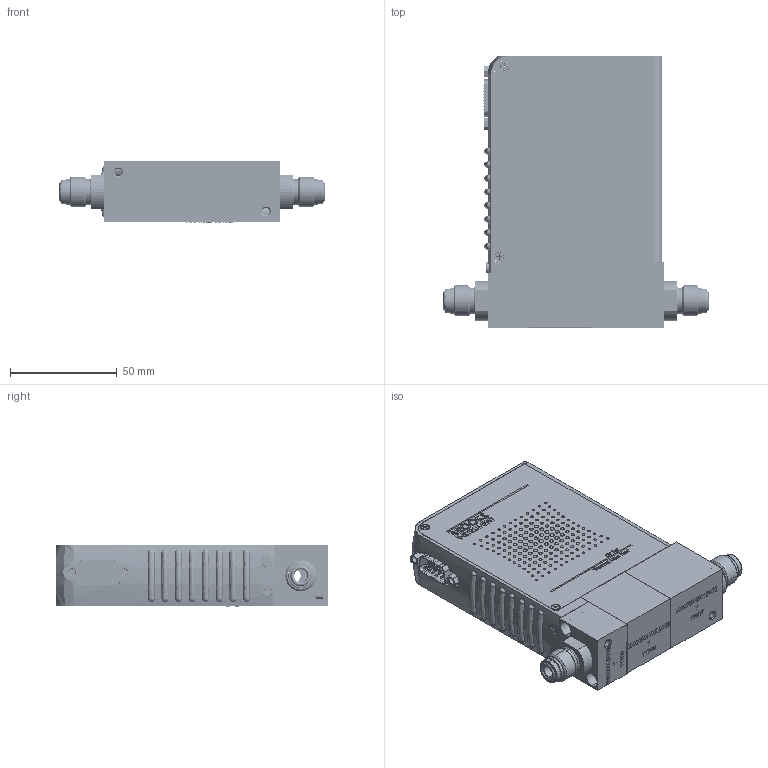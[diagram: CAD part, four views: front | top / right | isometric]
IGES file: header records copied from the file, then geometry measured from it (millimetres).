
Start section: SolidWorks IGES file using analytic representation for surfaces
Global section: file name: GF125-VS-SX.IGS; native system: SolidWorks 2014; preprocessor: SolidWorks 2014; author: CFehr; date: 170302.163509; units: inch
Bounding box: 124.02 x 127 x 28.59 mm (x, y, z)
Surface area: 51690.8 mm2 (no closed solid volume)
Topology: 0 solids, 0 shells, 1275 faces, 27495 edges, 27491 vertices
Faces by surface type: bspline 1009, revolution 266
